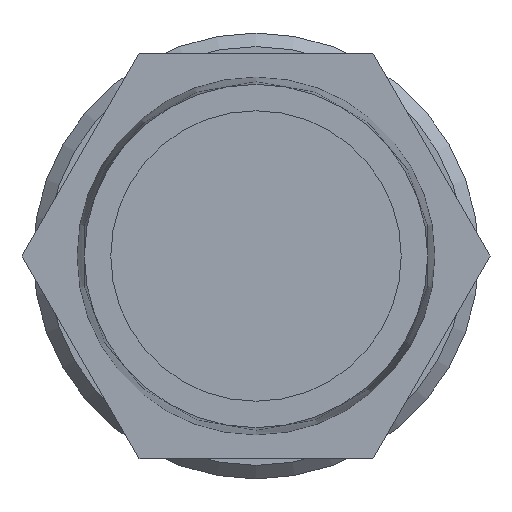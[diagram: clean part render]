
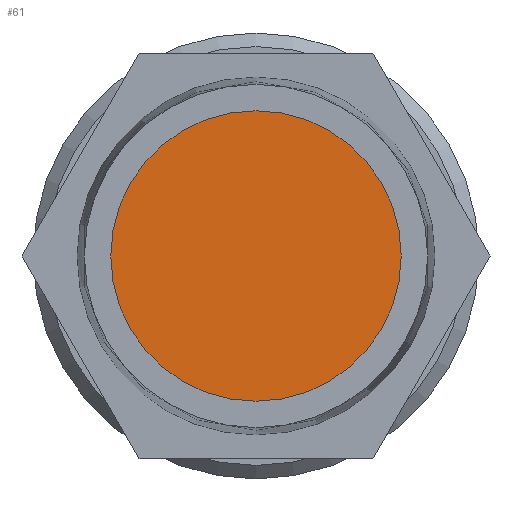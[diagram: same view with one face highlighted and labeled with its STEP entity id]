
A CAD part, front view. The second image highlights one B-rep face of the part: STEP entity #61.
In plain terms, the highlighted planar face has unit normal (0, -1, 0).
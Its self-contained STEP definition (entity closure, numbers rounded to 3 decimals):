
#61 = ADVANCED_FACE( '', ( #135 ), #136, .T. );
#135 = FACE_OUTER_BOUND( '', #226, .T. );
#136 = PLANE( '', #227 );
#226 = EDGE_LOOP( '', ( #336 ) );
#227 = AXIS2_PLACEMENT_3D( '', #337, #338, #339 );
#336 = ORIENTED_EDGE( '', *, *, #445, .T. );
#337 = CARTESIAN_POINT( '', ( 0., 12.5, 0. ) );
#338 = DIRECTION( '', ( 0., -1., 0. ) );
#339 = DIRECTION( '', ( 1., 0., 0. ) );
#445 = EDGE_CURVE( '', #502, #502, #503, .T. );
#502 = VERTEX_POINT( '', #585 );
#503 = CIRCLE( '', #586, 13.25 );
#585 = CARTESIAN_POINT( '', ( 0., 12.5, -13.25 ) );
#586 = AXIS2_PLACEMENT_3D( '', #686, #687, #688 );
#686 = CARTESIAN_POINT( '', ( 0., 12.5, 0. ) );
#687 = DIRECTION( '', ( 0., -1., 0. ) );
#688 = DIRECTION( '', ( 0., 0., -1. ) );
